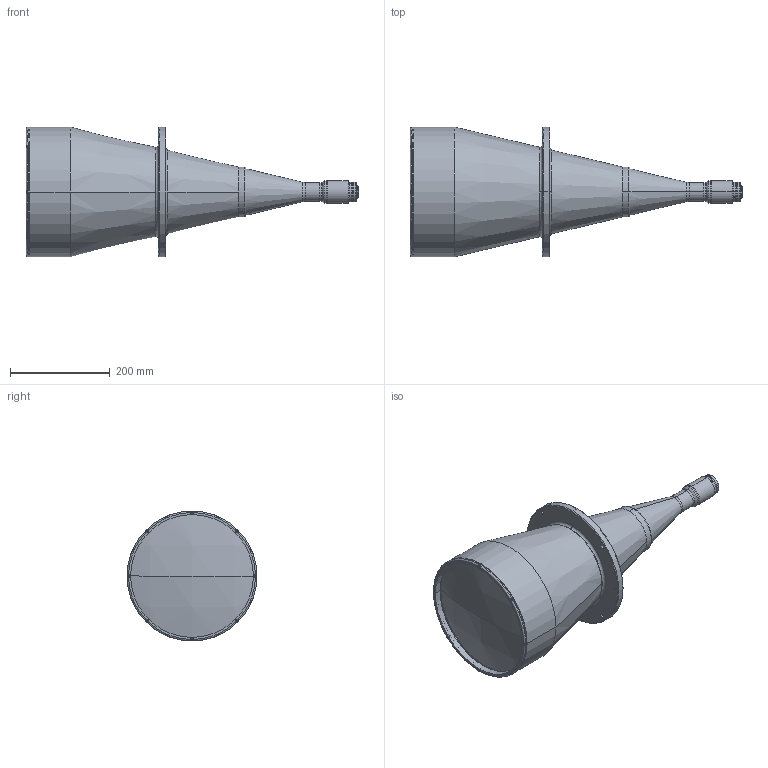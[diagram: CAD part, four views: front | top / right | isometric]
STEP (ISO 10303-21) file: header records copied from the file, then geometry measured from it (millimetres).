
FILE_DESCRIPTION (( 'STEP AP203' ), '1' );
FILE_NAME ('DP32128-A_TC4MHRP192-C.step', '2022-06-13T10:49:15', ( '' ), ( '' ), 'SwSTEP 2.0', 'SolidWorks 2021', '' );
FILE_SCHEMA (( 'CONFIG_CONTROL_DESIGN' ));
Length unit declared in the file: millimetre
Products named in the file (1): DP32128-A_TC4MHRP192-C
Bounding box: 664.67 x 260 x 260 mm (x, y, z)
Surface area: 456898.6 mm2 (no closed solid volume)
Topology: 0 solids, 23 shells, 181 faces, 599 edges, 426 vertices
Faces by surface type: cylinder 78, plane 43, torus 36, cone 22, sphere 2
Entity records: 7116 total; most frequent: CARTESIAN_POINT 1637, DIRECTION 1247, ORIENTED_EDGE 916, EDGE_CURVE 599, AXIS2_PLACEMENT_3D 494, VERTEX_POINT 426, CIRCLE 312, LINE 259
